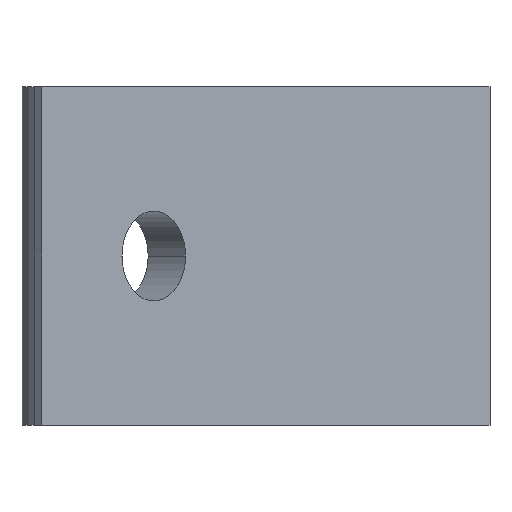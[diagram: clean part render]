
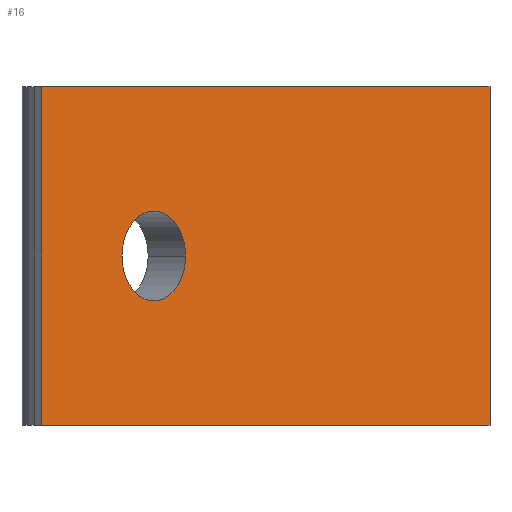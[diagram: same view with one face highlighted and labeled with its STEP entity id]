
A CAD part, left-side view. The second image highlights one B-rep face of the part: STEP entity #16.
In plain terms, the highlighted planar face has unit normal (-0.707, -0.707, 0).
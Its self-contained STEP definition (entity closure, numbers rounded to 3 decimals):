
#2 = EDGE_CURVE ( 'NONE', #661, #96, #165, .T. ) ;
#16 = ADVANCED_FACE ( 'NONE', ( #360, #556 ), #617, .F. ) ;
#38 = DIRECTION ( 'NONE',  ( -0.707, -0.707, 0. ) ) ;
#59 = CARTESIAN_POINT ( 'NONE',  ( 0., 0., 16. ) ) ;
#60 = CARTESIAN_POINT ( 'NONE',  ( -31.82, 31.82, 0. ) ) ;
#68 = CARTESIAN_POINT ( 'NONE',  ( -28.815, 28.815, 0. ) ) ;
#73 = CIRCLE ( 'NONE', #505, 4.25 ) ;
#76 = AXIS2_PLACEMENT_3D ( 'NONE', #237, #369, #604 ) ;
#96 = VERTEX_POINT ( 'NONE', #68 ) ;
#103 = CARTESIAN_POINT ( 'NONE',  ( 0., 0., -16. ) ) ;
#128 = DIRECTION ( 'NONE',  ( 0.707, -0.707, 0. ) ) ;
#165 = CIRCLE ( 'NONE', #192, 4.25 ) ;
#168 = CARTESIAN_POINT ( 'NONE',  ( -34.825, 34.825, 0. ) ) ;
#192 = AXIS2_PLACEMENT_3D ( 'NONE', #60, #240, #128 ) ;
#197 = VERTEX_POINT ( 'NONE', #760 ) ;
#205 = ORIENTED_EDGE ( 'NONE', *, *, #419, .F. ) ;
#211 = ORIENTED_EDGE ( 'NONE', *, *, #587, .F. ) ;
#237 = CARTESIAN_POINT ( 'NONE',  ( 0., 0., 16. ) ) ;
#240 = DIRECTION ( 'NONE',  ( -0.707, -0.707, 0. ) ) ;
#241 = VECTOR ( 'NONE', #562, 1000. ) ;
#253 = ORIENTED_EDGE ( 'NONE', *, *, #2, .F. ) ;
#255 = VECTOR ( 'NONE', #323, 1000. ) ;
#268 = EDGE_LOOP ( 'NONE', ( #550, #253 ) ) ;
#288 = EDGE_CURVE ( 'NONE', #197, #324, #590, .T. ) ;
#307 = VECTOR ( 'NONE', #332, 1000. ) ;
#318 = LINE ( 'NONE', #59, #241 ) ;
#323 = DIRECTION ( 'NONE',  ( 0., 0., -1. ) ) ;
#324 = VERTEX_POINT ( 'NONE', #103 ) ;
#332 = DIRECTION ( 'NONE',  ( 0.707, -0.707, 0. ) ) ;
#352 = CARTESIAN_POINT ( 'NONE',  ( -31.82, 31.82, 0. ) ) ;
#360 = FACE_BOUND ( 'NONE', #268, .T. ) ;
#368 = EDGE_LOOP ( 'NONE', ( #727, #205, #211, #704 ) ) ;
#369 = DIRECTION ( 'NONE',  ( 0.707, 0.707, 0. ) ) ;
#396 = VECTOR ( 'NONE', #722, 1000. ) ;
#419 = EDGE_CURVE ( 'NONE', #474, #324, #318, .T. ) ;
#428 = LINE ( 'NONE', #747, #255 ) ;
#462 = VERTEX_POINT ( 'NONE', #690 ) ;
#474 = VERTEX_POINT ( 'NONE', #507 ) ;
#482 = CARTESIAN_POINT ( 'NONE',  ( 0., 0., -16. ) ) ;
#498 = EDGE_CURVE ( 'NONE', #462, #197, #428, .T. ) ;
#505 = AXIS2_PLACEMENT_3D ( 'NONE', #352, #38, #525 ) ;
#507 = CARTESIAN_POINT ( 'NONE',  ( 0., 0., 16. ) ) ;
#525 = DIRECTION ( 'NONE',  ( 0.707, -0.707, 0. ) ) ;
#550 = ORIENTED_EDGE ( 'NONE', *, *, #698, .F. ) ;
#556 = FACE_OUTER_BOUND ( 'NONE', #368, .T. ) ;
#562 = DIRECTION ( 'NONE',  ( 0., 0., -1. ) ) ;
#587 = EDGE_CURVE ( 'NONE', #462, #474, #758, .T. ) ;
#590 = LINE ( 'NONE', #482, #396 ) ;
#604 = DIRECTION ( 'NONE',  ( -0.707, 0.707, 0. ) ) ;
#617 = PLANE ( 'NONE',  #76 ) ;
#661 = VERTEX_POINT ( 'NONE', #168 ) ;
#690 = CARTESIAN_POINT ( 'NONE',  ( -42.426, 42.426, 16. ) ) ;
#698 = EDGE_CURVE ( 'NONE', #96, #661, #73, .T. ) ;
#704 = ORIENTED_EDGE ( 'NONE', *, *, #498, .T. ) ;
#722 = DIRECTION ( 'NONE',  ( 0.707, -0.707, 0. ) ) ;
#727 = ORIENTED_EDGE ( 'NONE', *, *, #288, .T. ) ;
#747 = CARTESIAN_POINT ( 'NONE',  ( -42.426, 42.426, 16. ) ) ;
#753 = CARTESIAN_POINT ( 'NONE',  ( 0., 0., 16. ) ) ;
#758 = LINE ( 'NONE', #753, #307 ) ;
#760 = CARTESIAN_POINT ( 'NONE',  ( -42.426, 42.426, -16. ) ) ;
